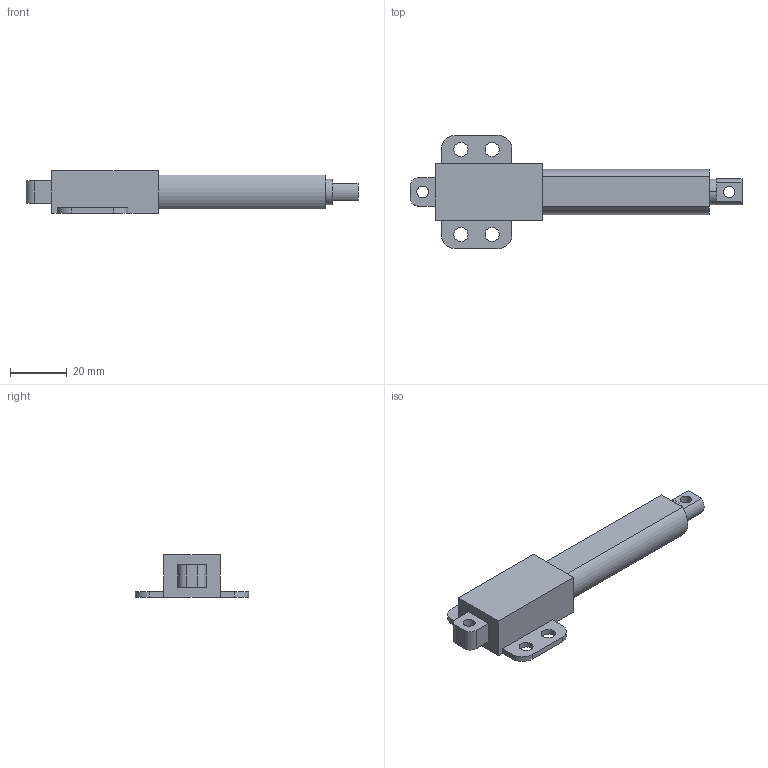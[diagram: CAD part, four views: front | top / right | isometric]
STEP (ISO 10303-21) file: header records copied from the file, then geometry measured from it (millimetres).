
FILE_DESCRIPTION (( 'STEP AP214' ), '1' );
FILE_NAME ('IP60YR_50mm_Moteur_Lineaire.STEP', '2022-02-11T13:10:10', ( '' ), ( '' ), 'SwSTEP 2.0', 'SolidWorks 2022', '' );
FILE_SCHEMA (( 'AUTOMOTIVE_DESIGN' ));
Length unit declared in the file: millimetre
Products named in the file (1): IP60YR_50mm_Moteur_Lineaire
Bounding box: 117.25 x 40 x 15 mm (x, y, z)
Volume: 23399.4 mm3; surface area: 7822.6 mm2
Topology: 1 solids, 1 shells, 53 faces, 140 edges, 92 vertices
Faces by surface type: plane 29, cylinder 24
Entity records: 1712 total; most frequent: DIRECTION 300, CARTESIAN_POINT 286, ORIENTED_EDGE 280, EDGE_CURVE 140, AXIS2_PLACEMENT_3D 106, VERTEX_POINT 92, LINE 88, VECTOR 88
